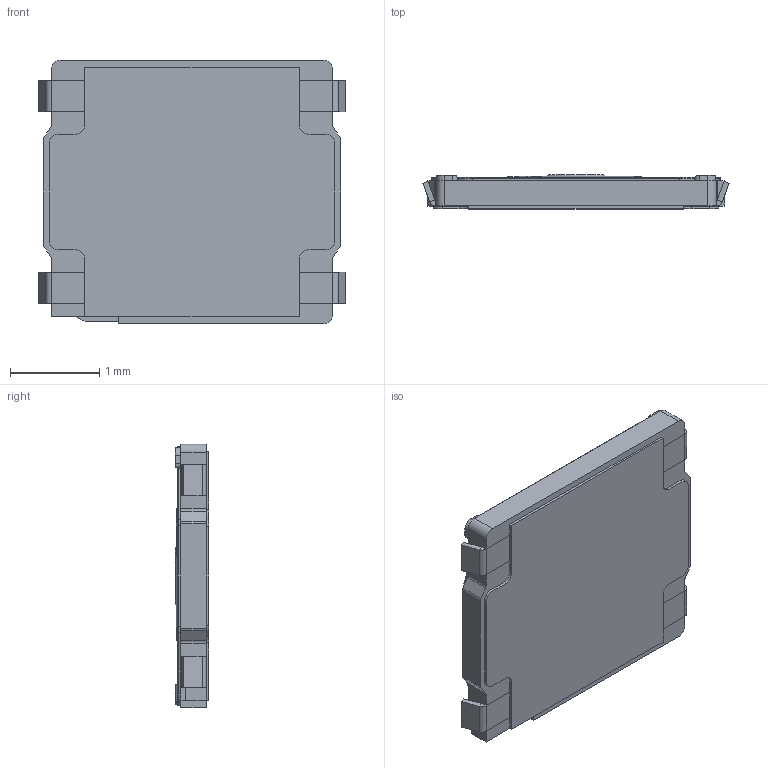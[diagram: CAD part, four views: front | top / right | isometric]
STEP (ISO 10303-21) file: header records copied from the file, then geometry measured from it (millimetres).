
FILE_DESCRIPTION(/* description */ (''),/* implementation_level */ '2;1');
FILE_NAME(/* name */ 'SKSHABE010.step',/* time_stamp */ '2020-11-12T14:50:51+01:00',/* author */ (''),/* organization */ (''),/* preprocessor_version */ 'ST-DEVELOPER v18.1',/* originating_system */ 'Autodesk Translation Framework v9.3.0.1241',/* authorisation */ '');
FILE_SCHEMA (('AUTOMOTIVE_DESIGN { 1 0 10303 214 3 1 1 }'));
Length unit declared in the file: millimetre
Products named in the file (3): SKSHABE010; Button; SKSHAB
Assembly tree (2 placements, depth 3):
  SKSHABE010
    Button
      SKSHAB
Bounding box: 3.43 x 0.38 x 2.96 mm (x, y, z)
Volume: 3.3 mm3; surface area: 42.1 mm2
Topology: 2 solids, 2 shells, 174 faces, 451 edges, 285 vertices
Faces by surface type: plane 118, cylinder 54, bspline 1, cone 1
Entity records: 5547 total; most frequent: CARTESIAN_POINT 942, DIRECTION 927, ORIENTED_EDGE 902, EDGE_CURVE 451, LINE 333, VECTOR 333, AXIS2_PLACEMENT_3D 297, VERTEX_POINT 285
